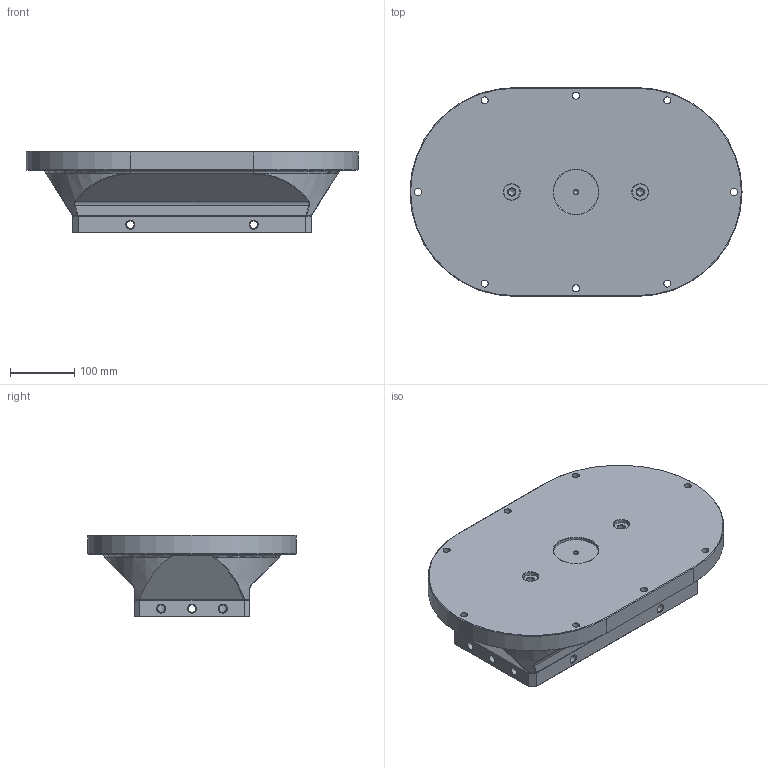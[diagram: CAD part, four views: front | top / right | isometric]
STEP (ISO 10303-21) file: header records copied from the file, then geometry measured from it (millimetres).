
FILE_DESCRIPTION(/* description */ (''),/* implementation_level */ '2;1');
FILE_NAME(/* name */ '',/* time_stamp */ '2024-11-20T20:18:47+08:00',/* author */ (''),/* organization */ (''),/* preprocessor_version */ 'ST-DEVELOPER v11',/* originating_system */ 'SIEMENS PLM Software NX 7.0',/* authorisation */ '');
FILE_SCHEMA (('CONFIG_CONTROL_DESIGN'));
Length unit declared in the file: millimetre
Products named in the file (1): Admi50CF90zl
Bounding box: 517 x 325 x 127 mm (x, y, z)
Volume: 11888509.8 mm3; surface area: 638629.5 mm2
Topology: 11 solids, 11 shells, 1747 faces, 4504 edges, 2946 vertices
Faces by surface type: plane 1239, cylinder 281, cone 112, torus 42, bspline 39, extrusion 34
Full cylindrical faces by diameter (mm): 5 x1, 6 x2, 6.7 x1, 7.5 x4, 8 x14, 8.5 x8, 10 x9, 10.2 x2, 10.5 x8, 11 x9, 12 x25, 13.2 x2, 14 x9, 14.8 x1, 17.8 x2, 18 x16, 18.2 x1, 19 x8, 19.5 x8, 19.7 x8, 20 x16, 25 x2, 70 x1
Entity records: 54438 total; most frequent: CARTESIAN_POINT 13786, ORIENTED_EDGE 8134, DIRECTION 7852, EDGE_CURVE 4067, VECTOR 3198, LINE 3164, VERTEX_POINT 2820, AXIS2_PLACEMENT_3D 2327
